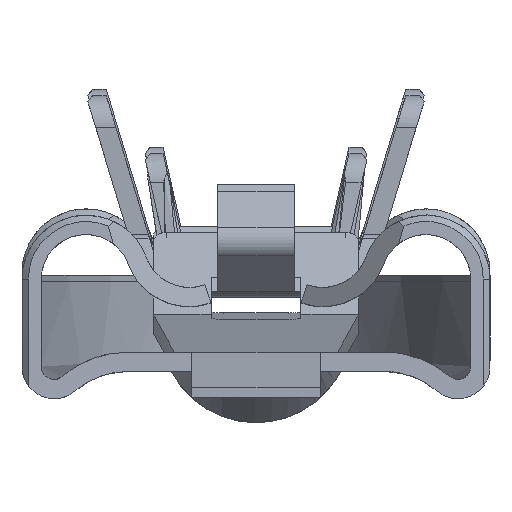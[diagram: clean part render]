
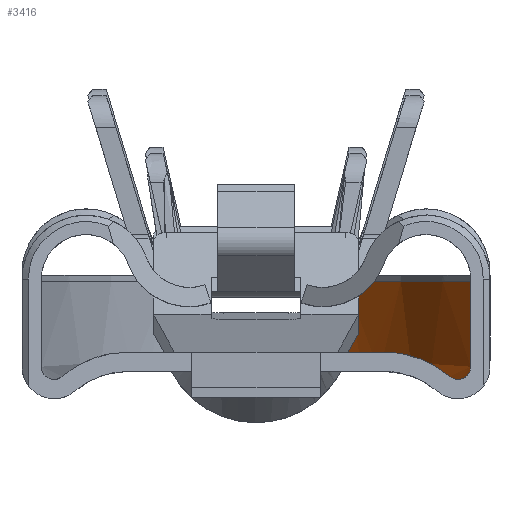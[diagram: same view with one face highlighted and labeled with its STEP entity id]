
A CAD part, front view. The second image highlights one B-rep face of the part: STEP entity #3416.
In plain terms, the highlighted cylindrical face has radius 8.647 mm (diameter 17.295 mm), a partial arc.
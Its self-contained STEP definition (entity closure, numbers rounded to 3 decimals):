
#72=CIRCLE('',#3598,8.647);
#81=CIRCLE('',#3668,8.647);
#142=CYLINDRICAL_SURFACE('',#3667,8.647);
#188=B_SPLINE_CURVE_WITH_KNOTS('',3,(#4897,#4898,#4899,#4900),
 .UNSPECIFIED.,.F.,.F.,(4,4),(0.,0.002),
 .UNSPECIFIED.);
#190=B_SPLINE_CURVE_WITH_KNOTS('',3,(#4918,#4919,#4920,#4921,#4922,#4923,
#4924,#4925),.UNSPECIFIED.,.F.,.F.,(4,1,1,1,1,4),(0.,
0.,0.,0.001,0.001,
0.001),.UNSPECIFIED.);
#607=ORIENTED_EDGE('',*,*,#1534,.T.);
#608=ORIENTED_EDGE('',*,*,#1423,.T.);
#609=ORIENTED_EDGE('',*,*,#1424,.F.);
#610=ORIENTED_EDGE('',*,*,#1432,.F.);
#611=ORIENTED_EDGE('',*,*,#1428,.T.);
#612=ORIENTED_EDGE('',*,*,#1535,.T.);
#1423=EDGE_CURVE('',#1932,#1943,#72,.T.);
#1424=EDGE_CURVE('',#1944,#1943,#188,.T.);
#1428=EDGE_CURVE('',#1946,#1947,#2259,.T.);
#1432=EDGE_CURVE('',#1946,#1944,#190,.T.);
#1534=EDGE_CURVE('',#2005,#1932,#2324,.T.);
#1535=EDGE_CURVE('',#1947,#2005,#81,.T.);
#1932=VERTEX_POINT('',#4872);
#1943=VERTEX_POINT('',#4894);
#1944=VERTEX_POINT('',#4901);
#1946=VERTEX_POINT('',#4911);
#1947=VERTEX_POINT('',#4912);
#2005=VERTEX_POINT('',#5187);
#2259=LINE('',#4910,#2595);
#2324=LINE('',#5186,#2660);
#2595=VECTOR('',#3956,1000.);
#2660=VECTOR('',#4153,1000.);
#2935=EDGE_LOOP('',(#607,#608,#609,#610,#611,#612));
#3127=FACE_BOUND('',#2935,.T.);
#3416=ADVANCED_FACE('',(#3127),#142,.F.);
#3598=AXIS2_PLACEMENT_3D('',#4895,#3947,#3948);
#3667=AXIS2_PLACEMENT_3D('',#5185,#4151,#4152);
#3668=AXIS2_PLACEMENT_3D('',#5188,#4154,#4155);
#3947=DIRECTION('',(0.,0.,-1.));
#3948=DIRECTION('',(-1.,0.,0.));
#3956=DIRECTION('',(0.,0.,1.));
#4151=DIRECTION('',(0.,0.,-1.));
#4152=DIRECTION('',(-1.,0.,0.));
#4153=DIRECTION('',(0.,0.,-1.));
#4154=DIRECTION('',(0.,0.,1.));
#4155=DIRECTION('',(1.,0.,0.));
#4872=CARTESIAN_POINT('',(1.4,11.5,0.3));
#4894=CARTESIAN_POINT('',(2.,10.739,0.3));
#4895=CARTESIAN_POINT('',(-5.08,5.774,0.3));
#4897=CARTESIAN_POINT('',(3.02,8.802,-0.077));
#4898=CARTESIAN_POINT('',(2.768,9.475,0.138));
#4899=CARTESIAN_POINT('',(2.433,10.121,0.3));
#4900=CARTESIAN_POINT('',(2.,10.739,0.3));
#4901=CARTESIAN_POINT('',(3.02,8.802,-0.077));
#4910=CARTESIAN_POINT('',(3.35,7.7,1.02));
#4911=CARTESIAN_POINT('',(3.35,7.7,0.074));
#4912=CARTESIAN_POINT('',(3.35,7.7,1.4));
#4918=CARTESIAN_POINT('',(3.35,7.7,0.074));
#4919=CARTESIAN_POINT('',(3.35,7.7,0.022));
#4920=CARTESIAN_POINT('',(3.324,7.813,-0.028));
#4921=CARTESIAN_POINT('',(3.28,7.989,-0.085));
#4922=CARTESIAN_POINT('',(3.211,8.236,-0.123));
#4923=CARTESIAN_POINT('',(3.122,8.519,-0.131));
#4924=CARTESIAN_POINT('',(3.054,8.711,-0.107));
#4925=CARTESIAN_POINT('',(3.02,8.802,-0.077));
#5185=CARTESIAN_POINT('',(-5.08,5.774,1.4));
#5186=CARTESIAN_POINT('',(1.4,11.5,1.4));
#5187=CARTESIAN_POINT('',(1.4,11.5,1.4));
#5188=CARTESIAN_POINT('',(-5.08,5.774,1.4));
